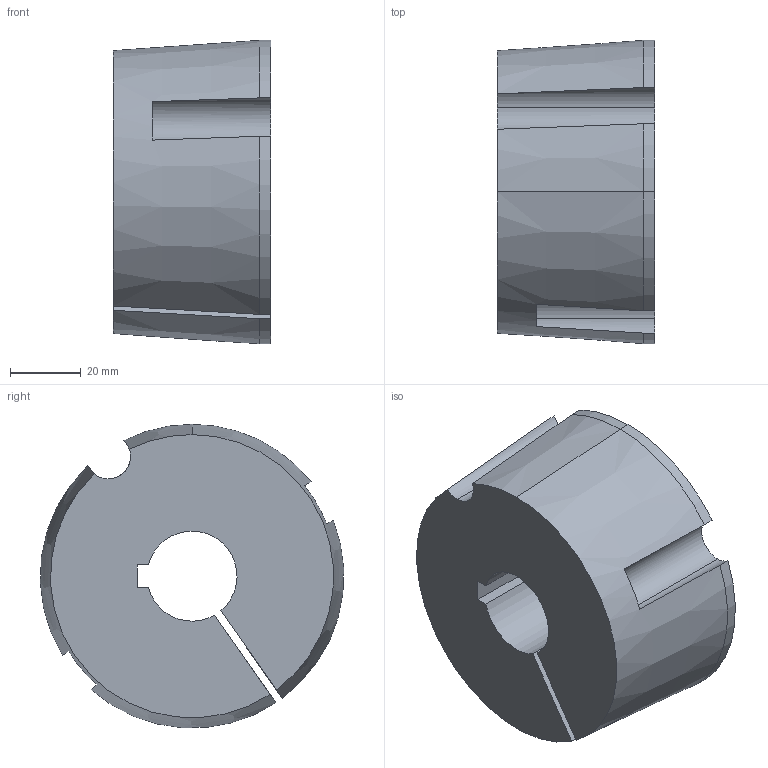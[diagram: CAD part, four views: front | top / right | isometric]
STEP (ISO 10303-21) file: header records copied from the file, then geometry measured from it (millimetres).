
FILE_DESCRIPTION (( 'STEP AP214' ), '1' );
FILE_NAME ('TL-2517-1000.step', '2015-04-08T20:56:00', ( '' ), ( '' ), 'SwSTEP 2.0', 'SolidWorks 2014', '' );
FILE_SCHEMA (( 'AUTOMOTIVE_DESIGN' ));
Length unit declared in the file: inch
Products named in the file (1): TL-2517-1000
Bounding box: 44.45 x 85.64 x 85.62 mm (x, y, z)
Volume: 207251.9 mm3; surface area: 28066.7 mm2
Topology: 1 solids, 1 shells, 24 faces, 65 edges, 43 vertices
Faces by surface type: cylinder 12, plane 9, cone 3
Entity records: 822 total; most frequent: CARTESIAN_POINT 161, DIRECTION 136, ORIENTED_EDGE 130, EDGE_CURVE 65, AXIS2_PLACEMENT_3D 54, VERTEX_POINT 43, CIRCLE 29, VECTOR 28
